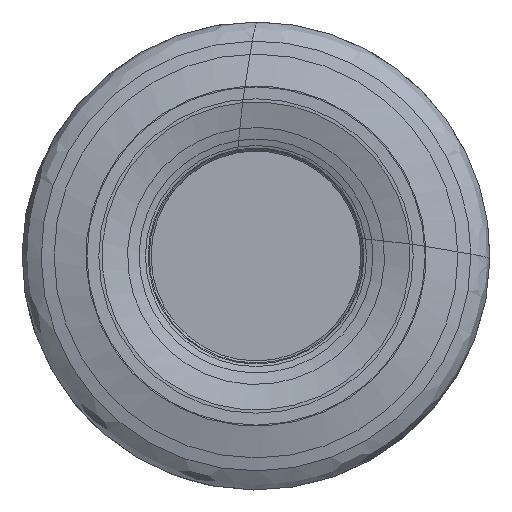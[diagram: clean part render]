
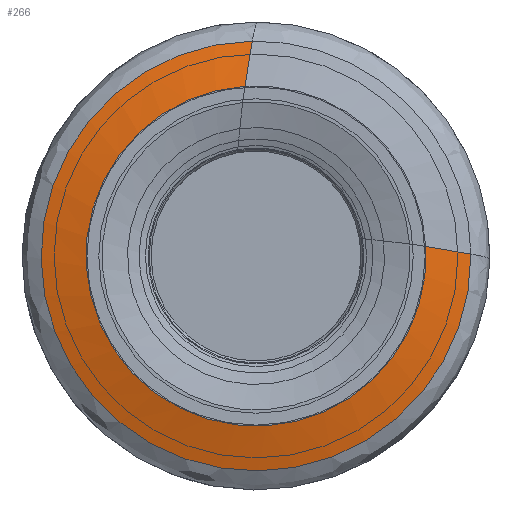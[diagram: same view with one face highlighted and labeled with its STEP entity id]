
A CAD part, left-side view. The second image highlights one B-rep face of the part: STEP entity #266.
In plain terms, the highlighted free-form (B-spline) face has degree [1, 3] with [2, 7] control points.
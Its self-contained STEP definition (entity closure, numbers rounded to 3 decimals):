
#72=(
BOUNDED_SURFACE()
B_SPLINE_SURFACE(1,3,((#1809,#1810,#1811,#1812,#1813,#1814,#1815),(#1816,
#1817,#1818,#1819,#1820,#1821,#1822)),.UNSPECIFIED.,.F.,.F.,.F.)
B_SPLINE_SURFACE_WITH_KNOTS((2,2),(4,3,4),(0.,1.),(0.,0.5,1.),
 .UNSPECIFIED.)
GEOMETRIC_REPRESENTATION_ITEM()
RATIONAL_B_SPLINE_SURFACE(((1.,0.59,0.59,1.,0.59,
0.59,1.),(1.,0.59,0.59,1.,0.59,
0.59,1.)))
REPRESENTATION_ITEM('')
SURFACE()
);
#122=LINE('',#1807,#150);
#123=LINE('',#1808,#151);
#150=VECTOR('',#1152,1.);
#151=VECTOR('',#1153,1.);
#266=ADVANCED_FACE('',(#318),#72,.F.);
#318=FACE_OUTER_BOUND('',#398,.T.);
#398=EDGE_LOOP('',(#538,#539,#540,#541));
#538=ORIENTED_EDGE('',*,*,#790,.F.);
#539=ORIENTED_EDGE('',*,*,#791,.F.);
#540=ORIENTED_EDGE('',*,*,#787,.T.);
#541=ORIENTED_EDGE('',*,*,#792,.F.);
#704=VERTEX_POINT('',#1786);
#705=VERTEX_POINT('',#1787);
#706=VERTEX_POINT('',#1805);
#707=VERTEX_POINT('',#1806);
#787=EDGE_CURVE('',#704,#705,#863,.T.);
#790=EDGE_CURVE('',#706,#707,#864,.T.);
#791=EDGE_CURVE('',#704,#706,#122,.T.);
#792=EDGE_CURVE('',#707,#705,#123,.T.);
#863=CIRCLE('',#957,7.631);
#864=CIRCLE('',#958,9.642);
#957=AXIS2_PLACEMENT_3D('',#1785,#1146,#1147);
#958=AXIS2_PLACEMENT_3D('',#1804,#1150,#1151);
#1146=DIRECTION('',(1.,0.,0.));
#1147=DIRECTION('',(0.,-0.998,0.057));
#1150=DIRECTION('',(1.,0.,0.));
#1151=DIRECTION('',(0.,-1.,0.009));
#1152=DIRECTION('',(0.249,-0.954,-0.166));
#1153=DIRECTION('',(-0.249,0.157,-0.956));
#1785=CARTESIAN_POINT('',(0.,0.,0.));
#1786=CARTESIAN_POINT('',(0.,-7.619,0.435));
#1787=CARTESIAN_POINT('',(0.,0.501,7.615));
#1804=CARTESIAN_POINT('',(0.528,0.,0.));
#1805=CARTESIAN_POINT('',(0.528,-9.642,0.083));
#1806=CARTESIAN_POINT('',(0.528,0.167,9.641));
#1807=CARTESIAN_POINT('',(0.,-7.619,0.435));
#1808=CARTESIAN_POINT('',(0.,0.501,7.615));
#1809=CARTESIAN_POINT('',(0.,-7.619,0.435));
#1810=CARTESIAN_POINT('',(0.,-8.072,-7.514));
#1811=CARTESIAN_POINT('',(0.,-0.909,-10.991));
#1812=CARTESIAN_POINT('',(0.,5.055,-5.717));
#1813=CARTESIAN_POINT('',(0.,11.02,-0.442));
#1814=CARTESIAN_POINT('',(0.,8.445,7.092));
#1815=CARTESIAN_POINT('',(0.,0.501,7.615));
#1816=CARTESIAN_POINT('',(0.528,-9.642,0.083));
#1817=CARTESIAN_POINT('',(0.528,-9.729,-9.977));
#1818=CARTESIAN_POINT('',(0.528,-0.477,-13.927));
#1819=CARTESIAN_POINT('',(0.528,6.729,-6.906));
#1820=CARTESIAN_POINT('',(0.528,13.935,0.115));
#1821=CARTESIAN_POINT('',(0.528,10.226,9.467));
#1822=CARTESIAN_POINT('',(0.528,0.167,9.641));
